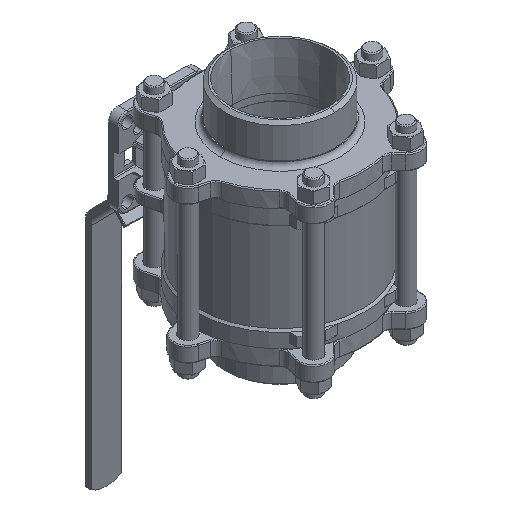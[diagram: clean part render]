
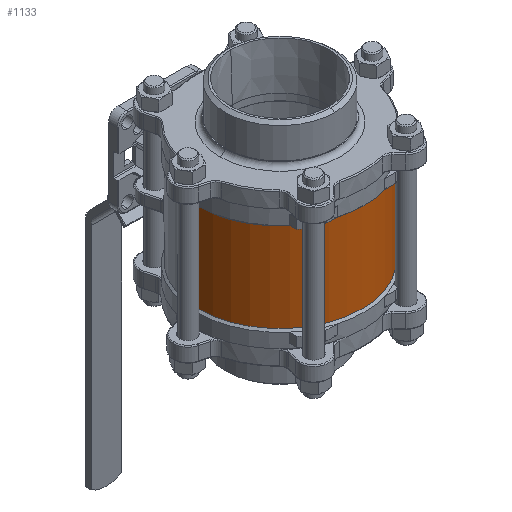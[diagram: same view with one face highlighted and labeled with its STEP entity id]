
A CAD part, isometric view. The second image highlights one B-rep face of the part: STEP entity #1133.
In plain terms, the highlighted cylindrical face has radius 86 mm (diameter 172 mm), a partial arc.
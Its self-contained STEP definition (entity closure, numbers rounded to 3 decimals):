
#721 = EDGE_CURVE ( 'NONE', #3539, #3538, #6460, .T. ) ;
#1133 = ADVANCED_FACE ( 'NONE', ( #7333 ), #7332, .T. ) ;
#1134 = ORIENTED_EDGE ( 'NONE', *, *, #3847, .F. ) ;
#1148 = EDGE_LOOP ( 'NONE', ( #1134, #1155, #1231, #1229 ) ) ;
#1155 = ORIENTED_EDGE ( 'NONE', *, *, #721, .F. ) ;
#1229 = ORIENTED_EDGE ( 'NONE', *, *, #1230, .F. ) ;
#1230 = EDGE_CURVE ( 'NONE', #3560, #3556, #7712, .T. ) ;
#1231 = ORIENTED_EDGE ( 'NONE', *, *, #3770, .T. ) ;
#3538 = VERTEX_POINT ( 'NONE', #12334 ) ;
#3539 = VERTEX_POINT ( 'NONE', #12333 ) ;
#3556 = VERTEX_POINT ( 'NONE', #12366 ) ;
#3560 = VERTEX_POINT ( 'NONE', #12365 ) ;
#3770 = EDGE_CURVE ( 'NONE', #3539, #3556, #12914, .T. ) ;
#3847 = EDGE_CURVE ( 'NONE', #3538, #3560, #13125, .T. ) ;
#4022 = DIRECTION ( 'NONE',  ( 1., 0., 0. ) ) ;
#5931 = CARTESIAN_POINT ( 'NONE',  ( 0., 0., 46.5 ) ) ;
#6192 = DIRECTION ( 'NONE',  ( 0., 0., 1. ) ) ;
#6459 = AXIS2_PLACEMENT_3D ( 'NONE', #5931, #6192, #4022 ) ;
#6460 = CIRCLE ( 'NONE', #6459, 86. ) ;
#7327 = DIRECTION ( 'NONE',  ( -1., 0., 0. ) ) ;
#7328 = DIRECTION ( 'NONE',  ( 0., 0., -1. ) ) ;
#7329 = CARTESIAN_POINT ( 'NONE',  ( 0., 0., 46.5 ) ) ;
#7330 = AXIS2_PLACEMENT_3D ( 'NONE', #7329, #7328, #7327 ) ;
#7332 = CYLINDRICAL_SURFACE ( 'NONE', #7330, 86. ) ;
#7333 = FACE_OUTER_BOUND ( 'NONE', #1148, .T. ) ;
#7704 = DIRECTION ( 'NONE',  ( -1., 0., 0. ) ) ;
#7705 = DIRECTION ( 'NONE',  ( 0., 0., -1. ) ) ;
#7706 = CARTESIAN_POINT ( 'NONE',  ( 0., 0., -46.5 ) ) ;
#7707 = AXIS2_PLACEMENT_3D ( 'NONE', #7706, #7705, #7704 ) ;
#7712 = CIRCLE ( 'NONE', #7707, 86. ) ;
#12333 = CARTESIAN_POINT ( 'NONE',  ( -86., 0., 46.5 ) ) ;
#12334 = CARTESIAN_POINT ( 'NONE',  ( 86., 0., 46.5 ) ) ;
#12365 = CARTESIAN_POINT ( 'NONE',  ( 86., 0., -46.5 ) ) ;
#12366 = CARTESIAN_POINT ( 'NONE',  ( -86., 0., -46.5 ) ) ;
#12911 = DIRECTION ( 'NONE',  ( 0., 0., -1. ) ) ;
#12912 = VECTOR ( 'NONE', #12911, 1000. ) ;
#12913 = CARTESIAN_POINT ( 'NONE',  ( -86., 0., 46.5 ) ) ;
#12914 = LINE ( 'NONE', #12913, #12912 ) ;
#13122 = DIRECTION ( 'NONE',  ( 0., 0., -1. ) ) ;
#13123 = VECTOR ( 'NONE', #13122, 1000. ) ;
#13124 = CARTESIAN_POINT ( 'NONE',  ( 86., 0., 46.5 ) ) ;
#13125 = LINE ( 'NONE', #13124, #13123 ) ;
